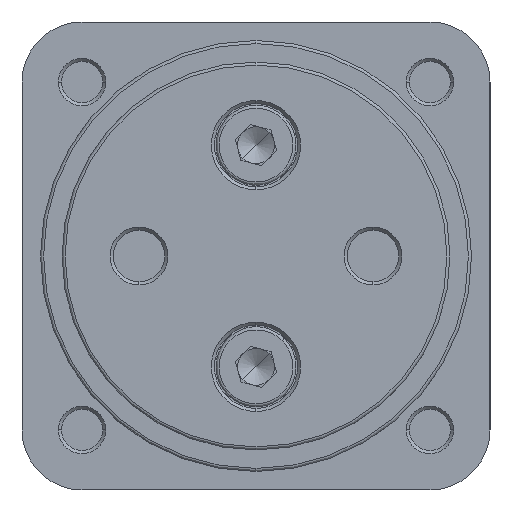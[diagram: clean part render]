
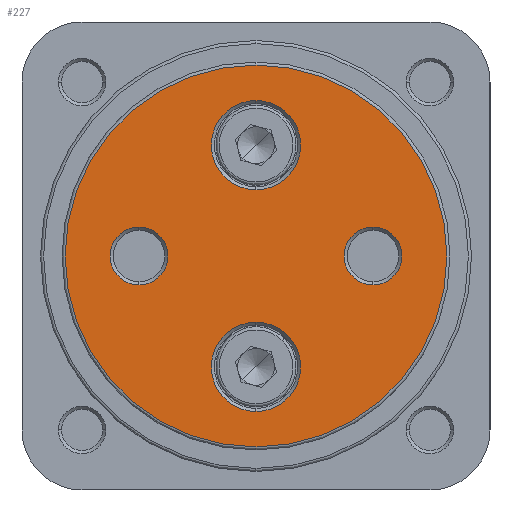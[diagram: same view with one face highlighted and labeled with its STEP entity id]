
A CAD part, left-side view. The second image highlights one B-rep face of the part: STEP entity #227.
In plain terms, the highlighted planar face has unit normal (-1, 0, 0).
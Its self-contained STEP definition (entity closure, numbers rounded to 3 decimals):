
#227 = ADVANCED_FACE ( 'NONE', ( #1684, #1689, #1691, #1693, #1687 ), #7273, .F. ) ;
#794 = EDGE_CURVE ( 'NONE', #6299, #6283, #4630, .T. ) ;
#803 = EDGE_CURVE ( 'NONE', #6285, #6224, #4642, .T. ) ;
#806 = EDGE_CURVE ( 'NONE', #6301, #6313, #4646, .T. ) ;
#808 = EDGE_CURVE ( 'NONE', #6221, #6218, #4647, .T. ) ;
#809 = EDGE_CURVE ( 'NONE', #6232, #6213, #4648, .T. ) ;
#815 = EDGE_CURVE ( 'NONE', #6218, #6221, #4655, .T. ) ;
#821 = EDGE_CURVE ( 'NONE', #6213, #6232, #4662, .T. ) ;
#823 = EDGE_CURVE ( 'NONE', #6224, #6285, #4666, .T. ) ;
#834 = EDGE_CURVE ( 'NONE', #6283, #6299, #4678, .T. ) ;
#880 = EDGE_CURVE ( 'NONE', #6313, #6301, #4740, .T. ) ;
#1198 = AXIS2_PLACEMENT_3D ( 'NONE', #7260, #7276, #7277 ) ;
#1684 = FACE_OUTER_BOUND ( 'NONE', #3991, .T. ) ;
#1687 = FACE_BOUND ( 'NONE', #4009, .T. ) ;
#1689 = FACE_BOUND ( 'NONE', #3994, .T. ) ;
#1691 = FACE_BOUND ( 'NONE', #3992, .T. ) ;
#1693 = FACE_BOUND ( 'NONE', #3996, .T. ) ;
#3467 = AXIS2_PLACEMENT_3D ( 'NONE', #5003, #5004, #5005 ) ;
#3475 = AXIS2_PLACEMENT_3D ( 'NONE', #5006, #5029, #5030 ) ;
#3477 = AXIS2_PLACEMENT_3D ( 'NONE', #5036, #5037, #5038 ) ;
#3478 = AXIS2_PLACEMENT_3D ( 'NONE', #5043, #5044, #5045 ) ;
#3479 = AXIS2_PLACEMENT_3D ( 'NONE', #5039, #5041, #5042 ) ;
#3481 = AXIS2_PLACEMENT_3D ( 'NONE', #5060, #5062, #5063 ) ;
#3488 = AXIS2_PLACEMENT_3D ( 'NONE', #5072, #5079, #5080 ) ;
#3490 = AXIS2_PLACEMENT_3D ( 'NONE', #5078, #5085, #5086 ) ;
#3499 = AXIS2_PLACEMENT_3D ( 'NONE', #5114, #5115, #5116 ) ;
#3531 = AXIS2_PLACEMENT_3D ( 'NONE', #5208, #5239, #5240 ) ;
#3991 = EDGE_LOOP ( 'NONE', ( #8414, #8413 ) ) ;
#3992 = EDGE_LOOP ( 'NONE', ( #8410, #8409 ) ) ;
#3994 = EDGE_LOOP ( 'NONE', ( #8412, #8411 ) ) ;
#3996 = EDGE_LOOP ( 'NONE', ( #8408, #8407 ) ) ;
#4009 = EDGE_LOOP ( 'NONE', ( #8406, #5970 ) ) ;
#4630 = CIRCLE ( 'NONE', #3467, 4.7 ) ;
#4642 = CIRCLE ( 'NONE', #3475, 7.25 ) ;
#4646 = CIRCLE ( 'NONE', #3477, 4.7 ) ;
#4647 = CIRCLE ( 'NONE', #3479, 7.25 ) ;
#4648 = CIRCLE ( 'NONE', #3478, 31. ) ;
#4655 = CIRCLE ( 'NONE', #3481, 7.25 ) ;
#4662 = CIRCLE ( 'NONE', #3488, 31. ) ;
#4666 = CIRCLE ( 'NONE', #3490, 7.25 ) ;
#4678 = CIRCLE ( 'NONE', #3499, 4.7 ) ;
#4740 = CIRCLE ( 'NONE', #3531, 4.7 ) ;
#5003 = CARTESIAN_POINT ( 'NONE',  ( 0., -19., 0. ) ) ;
#5004 = DIRECTION ( 'NONE',  ( 1., 0., 0. ) ) ;
#5005 = DIRECTION ( 'NONE',  ( 0., 0., -1. ) ) ;
#5006 = CARTESIAN_POINT ( 'NONE',  ( 0., 0., -18. ) ) ;
#5029 = DIRECTION ( 'NONE',  ( 1., 0., 0. ) ) ;
#5030 = DIRECTION ( 'NONE',  ( 0., 0., -1. ) ) ;
#5036 = CARTESIAN_POINT ( 'NONE',  ( 0., 19., 0. ) ) ;
#5037 = DIRECTION ( 'NONE',  ( 1., 0., 0. ) ) ;
#5038 = DIRECTION ( 'NONE',  ( 0., 0., -1. ) ) ;
#5039 = CARTESIAN_POINT ( 'NONE',  ( 0., 0., 18. ) ) ;
#5041 = DIRECTION ( 'NONE',  ( 1., 0., 0. ) ) ;
#5042 = DIRECTION ( 'NONE',  ( 0., 0., -1. ) ) ;
#5043 = CARTESIAN_POINT ( 'NONE',  ( 0., 0., 0. ) ) ;
#5044 = DIRECTION ( 'NONE',  ( -1., 0., 0. ) ) ;
#5045 = DIRECTION ( 'NONE',  ( 0., 0., -1. ) ) ;
#5060 = CARTESIAN_POINT ( 'NONE',  ( 0., 0., 18. ) ) ;
#5062 = DIRECTION ( 'NONE',  ( 1., 0., 0. ) ) ;
#5063 = DIRECTION ( 'NONE',  ( 0., 0., -1. ) ) ;
#5072 = CARTESIAN_POINT ( 'NONE',  ( 0., 0., 0. ) ) ;
#5078 = CARTESIAN_POINT ( 'NONE',  ( 0., 0., -18. ) ) ;
#5079 = DIRECTION ( 'NONE',  ( -1., 0., 0. ) ) ;
#5080 = DIRECTION ( 'NONE',  ( 0., 0., -1. ) ) ;
#5085 = DIRECTION ( 'NONE',  ( 1., 0., 0. ) ) ;
#5086 = DIRECTION ( 'NONE',  ( 0., 0., -1. ) ) ;
#5114 = CARTESIAN_POINT ( 'NONE',  ( 0., -19., 0. ) ) ;
#5115 = DIRECTION ( 'NONE',  ( 1., 0., 0. ) ) ;
#5116 = DIRECTION ( 'NONE',  ( 0., 0., -1. ) ) ;
#5208 = CARTESIAN_POINT ( 'NONE',  ( 0., 19., 0. ) ) ;
#5239 = DIRECTION ( 'NONE',  ( 1., 0., 0. ) ) ;
#5240 = DIRECTION ( 'NONE',  ( 0., 0., -1. ) ) ;
#5628 = CARTESIAN_POINT ( 'NONE',  ( 0., 0., -31. ) ) ;
#5633 = CARTESIAN_POINT ( 'NONE',  ( 0., 0., 25.25 ) ) ;
#5636 = CARTESIAN_POINT ( 'NONE',  ( 0., 0., 10.75 ) ) ;
#5639 = CARTESIAN_POINT ( 'NONE',  ( 0., 0., -25.25 ) ) ;
#5647 = CARTESIAN_POINT ( 'NONE',  ( 0., 0., 31. ) ) ;
#5698 = CARTESIAN_POINT ( 'NONE',  ( 0., -19., 4.7 ) ) ;
#5700 = CARTESIAN_POINT ( 'NONE',  ( 0., 0., -10.75 ) ) ;
#5714 = CARTESIAN_POINT ( 'NONE',  ( 0., -19., -4.7 ) ) ;
#5716 = CARTESIAN_POINT ( 'NONE',  ( 0., 19., -4.7 ) ) ;
#5728 = CARTESIAN_POINT ( 'NONE',  ( 0., 19., 4.7 ) ) ;
#5970 = ORIENTED_EDGE ( 'NONE', *, *, #806, .T. ) ;
#6213 = VERTEX_POINT ( 'NONE', #5628 ) ;
#6218 = VERTEX_POINT ( 'NONE', #5633 ) ;
#6221 = VERTEX_POINT ( 'NONE', #5636 ) ;
#6224 = VERTEX_POINT ( 'NONE', #5639 ) ;
#6232 = VERTEX_POINT ( 'NONE', #5647 ) ;
#6283 = VERTEX_POINT ( 'NONE', #5698 ) ;
#6285 = VERTEX_POINT ( 'NONE', #5700 ) ;
#6299 = VERTEX_POINT ( 'NONE', #5714 ) ;
#6301 = VERTEX_POINT ( 'NONE', #5716 ) ;
#6313 = VERTEX_POINT ( 'NONE', #5728 ) ;
#7260 = CARTESIAN_POINT ( 'NONE',  ( 0., 0., 0. ) ) ;
#7273 = PLANE ( 'NONE',  #1198 ) ;
#7276 = DIRECTION ( 'NONE',  ( 1., 0., 0. ) ) ;
#7277 = DIRECTION ( 'NONE',  ( 0., 0., -1. ) ) ;
#8406 = ORIENTED_EDGE ( 'NONE', *, *, #880, .T. ) ;
#8407 = ORIENTED_EDGE ( 'NONE', *, *, #794, .T. ) ;
#8408 = ORIENTED_EDGE ( 'NONE', *, *, #834, .T. ) ;
#8409 = ORIENTED_EDGE ( 'NONE', *, *, #808, .T. ) ;
#8410 = ORIENTED_EDGE ( 'NONE', *, *, #815, .T. ) ;
#8411 = ORIENTED_EDGE ( 'NONE', *, *, #823, .T. ) ;
#8412 = ORIENTED_EDGE ( 'NONE', *, *, #803, .T. ) ;
#8413 = ORIENTED_EDGE ( 'NONE', *, *, #809, .T. ) ;
#8414 = ORIENTED_EDGE ( 'NONE', *, *, #821, .T. ) ;
